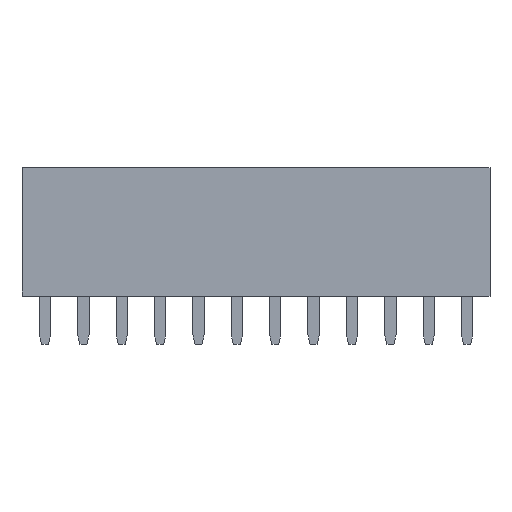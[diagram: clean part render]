
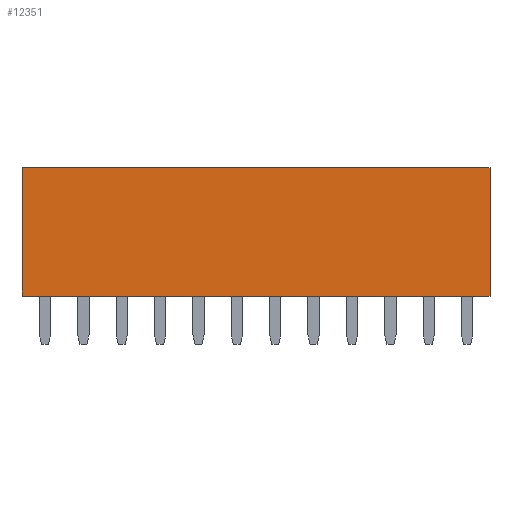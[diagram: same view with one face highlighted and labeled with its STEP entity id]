
A CAD part, top view. The second image highlights one B-rep face of the part: STEP entity #12351.
In plain terms, the highlighted planar face has unit normal (0, 0, 1).
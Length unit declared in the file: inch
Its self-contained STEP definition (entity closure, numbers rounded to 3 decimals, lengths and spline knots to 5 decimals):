
#522=PLANE('',#13247);
#1120=FACE_OUTER_BOUND('',#1742,.T.);
#1742=EDGE_LOOP('',(#10844,#10845,#10846,#10847));
#3158=LINE('',#19759,#4574);
#3165=LINE('',#19773,#4581);
#3167=LINE('',#19777,#4583);
#3168=LINE('',#19778,#4584);
#4574=VECTOR('',#16359,39.37008);
#4581=VECTOR('',#16372,39.37008);
#4583=VECTOR('',#16376,39.37008);
#4584=VECTOR('',#16377,39.37008);
#5966=VERTEX_POINT('',#19756);
#5967=VERTEX_POINT('',#19758);
#5971=VERTEX_POINT('',#19772);
#5972=VERTEX_POINT('',#19776);
#7638=EDGE_CURVE('',#5967,#5966,#3158,.T.);
#7645=EDGE_CURVE('',#5971,#5967,#3165,.T.);
#7647=EDGE_CURVE('',#5971,#5972,#3167,.T.);
#7648=EDGE_CURVE('',#5966,#5972,#3168,.T.);
#10844=ORIENTED_EDGE('',*,*,#7647,.F.);
#10845=ORIENTED_EDGE('',*,*,#7645,.T.);
#10846=ORIENTED_EDGE('',*,*,#7638,.T.);
#10847=ORIENTED_EDGE('',*,*,#7648,.T.);
#12351=ADVANCED_FACE('',(#1120),#522,.T.);
#13247=AXIS2_PLACEMENT_3D('',#19775,#16374,#16375);
#16359=DIRECTION('',(0.,-1.,0.));
#16372=DIRECTION('',(-1.,0.,0.));
#16374=DIRECTION('center_axis',(0.,0.,1.));
#16375=DIRECTION('ref_axis',(1.,0.,0.));
#16376=DIRECTION('',(0.,-1.,0.));
#16377=DIRECTION('',(1.,0.,0.));
#19756=CARTESIAN_POINT('',(0.,0.,0.));
#19758=CARTESIAN_POINT('',(0.,0.33465,0.));
#19759=CARTESIAN_POINT('',(0.,0.01969,0.));
#19772=CARTESIAN_POINT('',(1.21969,0.33465,0.));
#19773=CARTESIAN_POINT('',(-0.5,0.33465,0.));
#19775=CARTESIAN_POINT('Origin',(-0.5,0.,0.));
#19776=CARTESIAN_POINT('',(1.21969,0.,0.));
#19777=CARTESIAN_POINT('',(1.21969,0.,0.));
#19778=CARTESIAN_POINT('',(-0.5,0.,0.));
